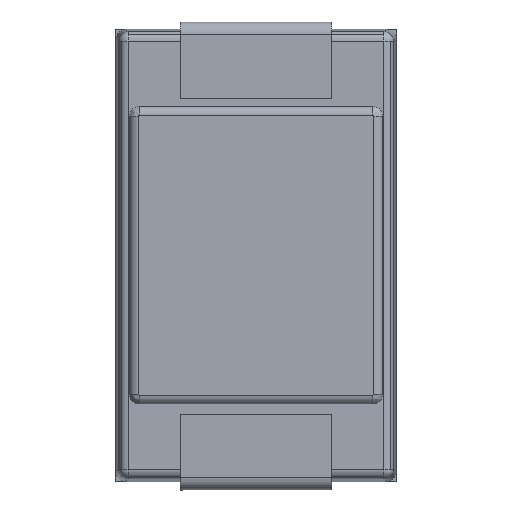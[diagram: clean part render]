
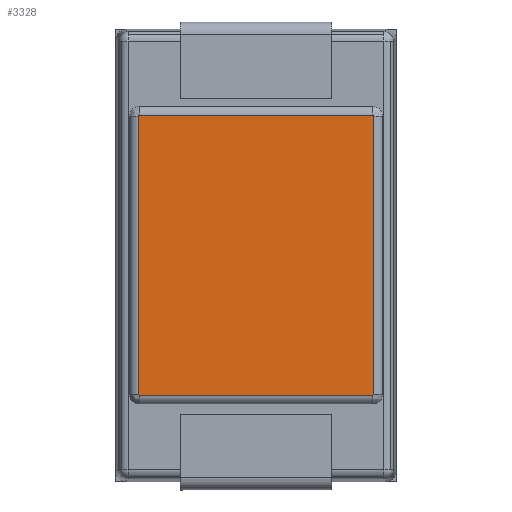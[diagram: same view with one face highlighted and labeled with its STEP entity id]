
A CAD part, top view. The second image highlights one B-rep face of the part: STEP entity #3328.
In plain terms, the highlighted planar face has unit normal (0, 0, 1).
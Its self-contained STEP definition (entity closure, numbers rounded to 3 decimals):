
#57 = VERTEX_POINT ( 'NONE', #740 ) ;
#93 = CARTESIAN_POINT ( 'NONE',  ( -1.859, 6.75, 1.09 ) ) ;
#244 = AXIS2_PLACEMENT_3D ( 'NONE', #428, #405, #1293 ) ;
#298 = CARTESIAN_POINT ( 'NONE',  ( -1.859, 10.125, 1.09 ) ) ;
#362 = CARTESIAN_POINT ( 'NONE',  ( 1.85, 5.725, 1.09 ) ) ;
#405 = DIRECTION ( 'NONE',  ( 0., 0., 1. ) ) ;
#428 = CARTESIAN_POINT ( 'NONE',  ( 0., 7.925, 1.09 ) ) ;
#442 = EDGE_CURVE ( 'NONE', #1579, #500, #3109, .T. ) ;
#500 = VERTEX_POINT ( 'NONE', #599 ) ;
#555 = LINE ( 'NONE', #2587, #3397 ) ;
#563 = VECTOR ( 'NONE', #3012, 1000. ) ;
#564 = AXIS2_PLACEMENT_3D ( 'NONE', #2682, #1210, #2661 ) ;
#578 = FACE_OUTER_BOUND ( 'NONE', #1295, .T. ) ;
#599 = CARTESIAN_POINT ( 'NONE',  ( 1.859, 10.125, 1.09 ) ) ;
#634 = CARTESIAN_POINT ( 'NONE',  ( 1.85, 10.125, 1.09 ) ) ;
#716 = PLANE ( 'NONE',  #244 ) ;
#740 = CARTESIAN_POINT ( 'NONE',  ( -1.859, 5.725, 1.09 ) ) ;
#801 = VERTEX_POINT ( 'NONE', #2747 ) ;
#965 = DIRECTION ( 'NONE',  ( 1., 0., 0. ) ) ;
#1044 = EDGE_CURVE ( 'NONE', #2788, #1579, #1448, .T. ) ;
#1054 = AXIS2_PLACEMENT_3D ( 'NONE', #362, #2374, #2680 ) ;
#1116 = EDGE_CURVE ( 'NONE', #801, #2594, #2805, .T. ) ;
#1195 = DIRECTION ( 'NONE',  ( 0., 0., -1. ) ) ;
#1210 = DIRECTION ( 'NONE',  ( 0., 0., -1. ) ) ;
#1256 = CARTESIAN_POINT ( 'NONE',  ( -1.85, 5.717, 1.09 ) ) ;
#1293 = DIRECTION ( 'NONE',  ( 1., 0., 0. ) ) ;
#1295 = EDGE_LOOP ( 'NONE', ( #2825, #3040, #2873, #3515, #3318, #1687, #3334, #2505 ) ) ;
#1442 = DIRECTION ( 'NONE',  ( 0., 0., -1. ) ) ;
#1448 = LINE ( 'NONE', #1560, #3546 ) ;
#1466 = CARTESIAN_POINT ( 'NONE',  ( 1., 5.717, 1.09 ) ) ;
#1483 = EDGE_CURVE ( 'NONE', #57, #2102, #3686, .T. ) ;
#1509 = DIRECTION ( 'NONE',  ( 0., -1., 0. ) ) ;
#1560 = CARTESIAN_POINT ( 'NONE',  ( -1., 10.134, 1.09 ) ) ;
#1579 = VERTEX_POINT ( 'NONE', #3105 ) ;
#1584 = CIRCLE ( 'NONE', #2170, 0.009 ) ;
#1644 = LINE ( 'NONE', #1466, #2142 ) ;
#1687 = ORIENTED_EDGE ( 'NONE', *, *, #1044, .F. ) ;
#1713 = CARTESIAN_POINT ( 'NONE',  ( -1.85, 10.125, 1.09 ) ) ;
#1726 = DIRECTION ( 'NONE',  ( 1., 0., 0. ) ) ;
#1836 = EDGE_CURVE ( 'NONE', #2594, #3723, #1644, .T. ) ;
#1890 = EDGE_CURVE ( 'NONE', #500, #801, #555, .T. ) ;
#2002 = EDGE_CURVE ( 'NONE', #3723, #57, #3393, .T. ) ;
#2102 = VERTEX_POINT ( 'NONE', #298 ) ;
#2142 = VECTOR ( 'NONE', #3185, 1000. ) ;
#2170 = AXIS2_PLACEMENT_3D ( 'NONE', #1713, #1442, #1726 ) ;
#2374 = DIRECTION ( 'NONE',  ( 0., 0., -1. ) ) ;
#2426 = CARTESIAN_POINT ( 'NONE',  ( -1.85, 10.134, 1.09 ) ) ;
#2505 = ORIENTED_EDGE ( 'NONE', *, *, #1483, .F. ) ;
#2552 = EDGE_CURVE ( 'NONE', #2102, #2788, #1584, .T. ) ;
#2587 = CARTESIAN_POINT ( 'NONE',  ( 1.859, 9.1, 1.09 ) ) ;
#2594 = VERTEX_POINT ( 'NONE', #2883 ) ;
#2602 = AXIS2_PLACEMENT_3D ( 'NONE', #634, #1195, #3253 ) ;
#2661 = DIRECTION ( 'NONE',  ( 0.707, 0.707, 0. ) ) ;
#2680 = DIRECTION ( 'NONE',  ( 0., 1., 0. ) ) ;
#2682 = CARTESIAN_POINT ( 'NONE',  ( -1.85, 5.725, 1.09 ) ) ;
#2747 = CARTESIAN_POINT ( 'NONE',  ( 1.859, 5.725, 1.09 ) ) ;
#2788 = VERTEX_POINT ( 'NONE', #2426 ) ;
#2805 = CIRCLE ( 'NONE', #1054, 0.009 ) ;
#2825 = ORIENTED_EDGE ( 'NONE', *, *, #2002, .F. ) ;
#2873 = ORIENTED_EDGE ( 'NONE', *, *, #1116, .F. ) ;
#2883 = CARTESIAN_POINT ( 'NONE',  ( 1.85, 5.717, 1.09 ) ) ;
#3012 = DIRECTION ( 'NONE',  ( 0., 1., 0. ) ) ;
#3040 = ORIENTED_EDGE ( 'NONE', *, *, #1836, .F. ) ;
#3105 = CARTESIAN_POINT ( 'NONE',  ( 1.85, 10.134, 1.09 ) ) ;
#3109 = CIRCLE ( 'NONE', #2602, 0.009 ) ;
#3185 = DIRECTION ( 'NONE',  ( -1., 0., 0. ) ) ;
#3253 = DIRECTION ( 'NONE',  ( -1., 0., 0. ) ) ;
#3318 = ORIENTED_EDGE ( 'NONE', *, *, #442, .F. ) ;
#3328 = ADVANCED_FACE ( 'NONE', ( #578 ), #716, .T. ) ;
#3334 = ORIENTED_EDGE ( 'NONE', *, *, #2552, .F. ) ;
#3393 = CIRCLE ( 'NONE', #564, 0.009 ) ;
#3397 = VECTOR ( 'NONE', #1509, 1000. ) ;
#3515 = ORIENTED_EDGE ( 'NONE', *, *, #1890, .F. ) ;
#3546 = VECTOR ( 'NONE', #965, 1000. ) ;
#3686 = LINE ( 'NONE', #93, #563 ) ;
#3723 = VERTEX_POINT ( 'NONE', #1256 ) ;
